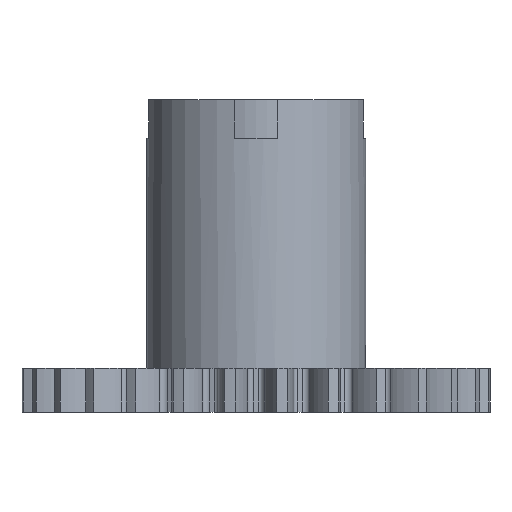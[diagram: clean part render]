
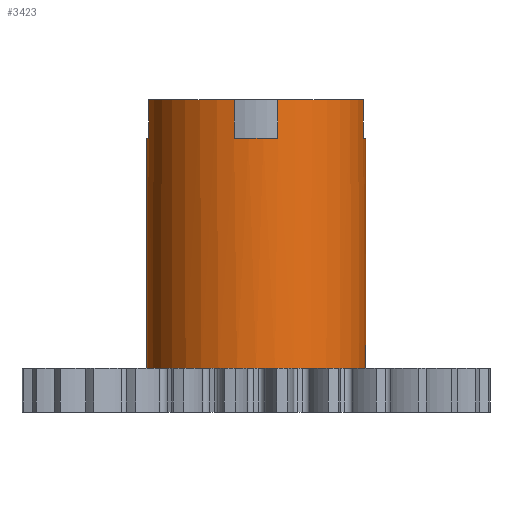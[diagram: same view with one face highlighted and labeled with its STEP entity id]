
A CAD part, front view. The second image highlights one B-rep face of the part: STEP entity #3423.
In plain terms, the highlighted cylindrical face has radius 5 mm (diameter 10 mm), a full revolution.
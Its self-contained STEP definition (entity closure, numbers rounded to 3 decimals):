
#184=CYLINDRICAL_SURFACE('',#3641,5.);
#310=FACE_OUTER_BOUND('',#503,.T.);
#503=EDGE_LOOP('',(#2313,#2314,#2315,#2316,#2317,#2318,#2319,#2320,#2321,
#2322,#2323,#2324,#2325,#2326,#2327,#2328,#2329,#2330,#2331,#2332));
#692=CIRCLE('',#3625,5.);
#694=CIRCLE('',#3627,5.);
#696=CIRCLE('',#3629,5.);
#698=CIRCLE('',#3631,5.);
#702=CIRCLE('',#3636,5.);
#703=CIRCLE('',#3637,5.);
#704=CIRCLE('',#3642,5.);
#705=CIRCLE('',#3643,5.);
#706=CIRCLE('',#3644,5.);
#707=CIRCLE('',#3645,5.);
#950=LINE('',#5026,#1153);
#951=LINE('',#5028,#1154);
#952=LINE('',#5032,#1155);
#953=LINE('',#5034,#1156);
#954=LINE('',#5037,#1157);
#955=LINE('',#5039,#1158);
#956=LINE('',#5042,#1159);
#957=LINE('',#5044,#1160);
#958=LINE('',#5047,#1161);
#1153=VECTOR('',#4052,10.);
#1154=VECTOR('',#4055,10.);
#1155=VECTOR('',#4060,5.);
#1156=VECTOR('',#4061,10.);
#1157=VECTOR('',#4064,10.);
#1158=VECTOR('',#4065,10.);
#1159=VECTOR('',#4068,10.);
#1160=VECTOR('',#4069,10.);
#1161=VECTOR('',#4072,10.);
#1345=VERTEX_POINT('',#4978);
#1346=VERTEX_POINT('',#4980);
#1349=VERTEX_POINT('',#4986);
#1350=VERTEX_POINT('',#4988);
#1353=VERTEX_POINT('',#4994);
#1354=VERTEX_POINT('',#4996);
#1357=VERTEX_POINT('',#5002);
#1358=VERTEX_POINT('',#5004);
#1362=VERTEX_POINT('',#5013);
#1364=VERTEX_POINT('',#5017);
#1365=VERTEX_POINT('',#5019);
#1366=VERTEX_POINT('',#5030);
#1367=VERTEX_POINT('',#5033);
#1368=VERTEX_POINT('',#5035);
#1369=VERTEX_POINT('',#5038);
#1370=VERTEX_POINT('',#5040);
#1371=VERTEX_POINT('',#5043);
#1372=VERTEX_POINT('',#5045);
#1719=EDGE_CURVE('',#1345,#1346,#692,.T.);
#1723=EDGE_CURVE('',#1349,#1350,#694,.T.);
#1727=EDGE_CURVE('',#1353,#1354,#696,.T.);
#1731=EDGE_CURVE('',#1357,#1358,#698,.T.);
#1738=EDGE_CURVE('',#1364,#1365,#702,.T.);
#1739=EDGE_CURVE('',#1365,#1362,#703,.T.);
#1742=EDGE_CURVE('',#1358,#1364,#950,.T.);
#1743=EDGE_CURVE('',#1362,#1345,#951,.T.);
#1744=EDGE_CURVE('',#1366,#1366,#704,.T.);
#1745=EDGE_CURVE('',#1366,#1365,#952,.T.);
#1746=EDGE_CURVE('',#1367,#1357,#953,.T.);
#1747=EDGE_CURVE('',#1368,#1367,#705,.T.);
#1748=EDGE_CURVE('',#1354,#1368,#954,.T.);
#1749=EDGE_CURVE('',#1369,#1353,#955,.T.);
#1750=EDGE_CURVE('',#1370,#1369,#706,.T.);
#1751=EDGE_CURVE('',#1350,#1370,#956,.T.);
#1752=EDGE_CURVE('',#1349,#1371,#957,.T.);
#1753=EDGE_CURVE('',#1371,#1372,#707,.T.);
#1754=EDGE_CURVE('',#1372,#1346,#958,.T.);
#2313=ORIENTED_EDGE('',*,*,#1744,.T.);
#2314=ORIENTED_EDGE('',*,*,#1745,.T.);
#2315=ORIENTED_EDGE('',*,*,#1738,.F.);
#2316=ORIENTED_EDGE('',*,*,#1742,.F.);
#2317=ORIENTED_EDGE('',*,*,#1731,.F.);
#2318=ORIENTED_EDGE('',*,*,#1746,.F.);
#2319=ORIENTED_EDGE('',*,*,#1747,.F.);
#2320=ORIENTED_EDGE('',*,*,#1748,.F.);
#2321=ORIENTED_EDGE('',*,*,#1727,.F.);
#2322=ORIENTED_EDGE('',*,*,#1749,.F.);
#2323=ORIENTED_EDGE('',*,*,#1750,.F.);
#2324=ORIENTED_EDGE('',*,*,#1751,.F.);
#2325=ORIENTED_EDGE('',*,*,#1723,.F.);
#2326=ORIENTED_EDGE('',*,*,#1752,.T.);
#2327=ORIENTED_EDGE('',*,*,#1753,.T.);
#2328=ORIENTED_EDGE('',*,*,#1754,.T.);
#2329=ORIENTED_EDGE('',*,*,#1719,.F.);
#2330=ORIENTED_EDGE('',*,*,#1743,.F.);
#2331=ORIENTED_EDGE('',*,*,#1739,.F.);
#2332=ORIENTED_EDGE('',*,*,#1745,.F.);
#3423=ADVANCED_FACE('',(#310),#184,.T.);
#3625=AXIS2_PLACEMENT_3D('',#4981,#4011,#4012);
#3627=AXIS2_PLACEMENT_3D('',#4989,#4017,#4018);
#3629=AXIS2_PLACEMENT_3D('',#4997,#4023,#4024);
#3631=AXIS2_PLACEMENT_3D('',#5005,#4029,#4030);
#3636=AXIS2_PLACEMENT_3D('',#5020,#4042,#4043);
#3637=AXIS2_PLACEMENT_3D('',#5021,#4044,#4045);
#3641=AXIS2_PLACEMENT_3D('',#5029,#4056,#4057);
#3642=AXIS2_PLACEMENT_3D('',#5031,#4058,#4059);
#3643=AXIS2_PLACEMENT_3D('',#5036,#4062,#4063);
#3644=AXIS2_PLACEMENT_3D('',#5041,#4066,#4067);
#3645=AXIS2_PLACEMENT_3D('',#5046,#4070,#4071);
#4011=DIRECTION('center_axis',(0.,0.,1.));
#4012=DIRECTION('ref_axis',(1.,0.,0.));
#4017=DIRECTION('center_axis',(0.,0.,1.));
#4018=DIRECTION('ref_axis',(1.,0.,0.));
#4023=DIRECTION('center_axis',(0.,0.,1.));
#4024=DIRECTION('ref_axis',(1.,0.,0.));
#4029=DIRECTION('center_axis',(0.,0.,1.));
#4030=DIRECTION('ref_axis',(1.,0.,0.));
#4042=DIRECTION('center_axis',(0.,0.,1.));
#4043=DIRECTION('ref_axis',(-1.,0.,0.));
#4044=DIRECTION('center_axis',(0.,0.,1.));
#4045=DIRECTION('ref_axis',(-1.,0.,0.));
#4052=DIRECTION('',(0.,0.,-1.));
#4055=DIRECTION('',(0.,0.,1.));
#4056=DIRECTION('center_axis',(0.,0.,-1.));
#4057=DIRECTION('ref_axis',(-1.,0.,0.));
#4058=DIRECTION('center_axis',(0.,0.,1.));
#4059=DIRECTION('ref_axis',(1.,0.,0.));
#4060=DIRECTION('',(0.,0.,1.));
#4061=DIRECTION('',(0.,0.,1.));
#4062=DIRECTION('center_axis',(0.,0.,1.));
#4063=DIRECTION('ref_axis',(-1.,0.,0.));
#4064=DIRECTION('',(0.,0.,-1.));
#4065=DIRECTION('',(0.,0.,1.));
#4066=DIRECTION('center_axis',(0.,0.,1.));
#4067=DIRECTION('ref_axis',(-1.,0.,0.));
#4068=DIRECTION('',(0.,0.,-1.));
#4069=DIRECTION('',(0.,0.,-1.));
#4070=DIRECTION('center_axis',(0.,0.,-1.));
#4071=DIRECTION('ref_axis',(-1.,0.,0.));
#4072=DIRECTION('',(0.,0.,1.));
#4978=CARTESIAN_POINT('',(4.899,1.,14.25));
#4980=CARTESIAN_POINT('',(1.,4.899,14.25));
#4981=CARTESIAN_POINT('Origin',(0.,0.,14.25));
#4986=CARTESIAN_POINT('',(-1.,4.899,14.25));
#4988=CARTESIAN_POINT('',(-4.899,1.,14.25));
#4989=CARTESIAN_POINT('Origin',(0.,0.,14.25));
#4994=CARTESIAN_POINT('',(-4.899,-1.,14.25));
#4996=CARTESIAN_POINT('',(-1.,-4.899,14.25));
#4997=CARTESIAN_POINT('Origin',(0.,0.,14.25));
#5002=CARTESIAN_POINT('',(1.,-4.899,14.25));
#5004=CARTESIAN_POINT('',(4.899,-1.,14.25));
#5005=CARTESIAN_POINT('Origin',(0.,0.,14.25));
#5013=CARTESIAN_POINT('',(4.899,1.,12.5));
#5017=CARTESIAN_POINT('',(4.899,-1.,12.5));
#5019=CARTESIAN_POINT('',(5.,0.,12.5));
#5020=CARTESIAN_POINT('Origin',(0.,0.,12.5));
#5021=CARTESIAN_POINT('Origin',(0.,0.,12.5));
#5026=CARTESIAN_POINT('',(4.899,-1.,14.));
#5028=CARTESIAN_POINT('',(4.899,1.,14.));
#5029=CARTESIAN_POINT('Origin',(0.,0.,14.));
#5030=CARTESIAN_POINT('',(5.,0.,2.));
#5031=CARTESIAN_POINT('Origin',(0.,0.,2.));
#5032=CARTESIAN_POINT('',(5.,0.,14.));
#5033=CARTESIAN_POINT('',(1.,-4.899,12.5));
#5034=CARTESIAN_POINT('',(1.,-4.899,14.));
#5035=CARTESIAN_POINT('',(-1.,-4.899,12.5));
#5036=CARTESIAN_POINT('Origin',(0.,0.,12.5));
#5037=CARTESIAN_POINT('',(-1.,-4.899,14.));
#5038=CARTESIAN_POINT('',(-4.899,-1.,12.5));
#5039=CARTESIAN_POINT('',(-4.899,-1.,14.));
#5040=CARTESIAN_POINT('',(-4.899,1.,12.5));
#5041=CARTESIAN_POINT('Origin',(0.,0.,12.5));
#5042=CARTESIAN_POINT('',(-4.899,1.,14.));
#5043=CARTESIAN_POINT('',(-1.,4.899,12.5));
#5044=CARTESIAN_POINT('',(-1.,4.899,14.));
#5045=CARTESIAN_POINT('',(1.,4.899,12.5));
#5046=CARTESIAN_POINT('Origin',(0.,0.,12.5));
#5047=CARTESIAN_POINT('',(1.,4.899,14.));
